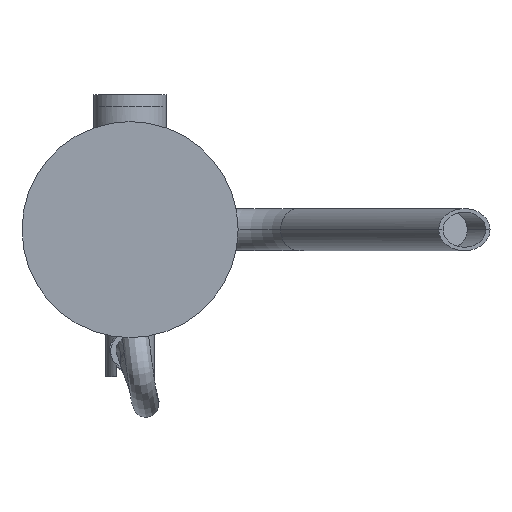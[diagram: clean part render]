
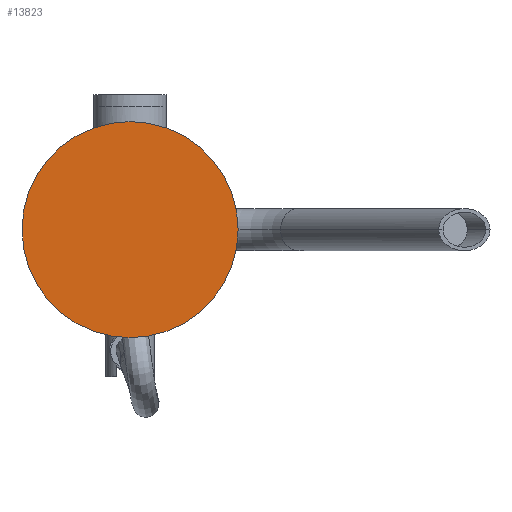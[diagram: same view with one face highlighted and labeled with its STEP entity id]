
A CAD part, front view. The second image highlights one B-rep face of the part: STEP entity #13823.
In plain terms, the highlighted planar face has unit normal (0, -1, 0).
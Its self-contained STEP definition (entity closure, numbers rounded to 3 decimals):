
#2394 = CIRCLE ( 'NONE', #12683, 61.5 ) ;
#2653 = EDGE_LOOP ( 'NONE', ( #15386, #11020 ) ) ;
#3976 = VERTEX_POINT ( 'NONE', #16978 ) ;
#4290 = DIRECTION ( 'NONE',  ( 0., 1., 0. ) ) ;
#4404 = DIRECTION ( 'NONE',  ( 0., 0., 1. ) ) ;
#6565 = CARTESIAN_POINT ( 'NONE',  ( 0., 0., -61.5 ) ) ;
#6696 = EDGE_CURVE ( 'NONE', #8126, #3976, #2394, .T. ) ;
#7057 = CARTESIAN_POINT ( 'NONE',  ( 0., 0., 0. ) ) ;
#8126 = VERTEX_POINT ( 'NONE', #6565 ) ;
#9290 = FACE_OUTER_BOUND ( 'NONE', #2653, .T. ) ;
#10235 = CARTESIAN_POINT ( 'NONE',  ( 0., 0., 0. ) ) ;
#10637 = DIRECTION ( 'NONE',  ( 0., 0., -1. ) ) ;
#11020 = ORIENTED_EDGE ( 'NONE', *, *, #6696, .F. ) ;
#11067 = AXIS2_PLACEMENT_3D ( 'NONE', #10235, #15667, #11457 ) ;
#11457 = DIRECTION ( 'NONE',  ( 0., 0., 1. ) ) ;
#11748 = AXIS2_PLACEMENT_3D ( 'NONE', #11890, #15953, #10637 ) ;
#11890 = CARTESIAN_POINT ( 'NONE',  ( 0., 0., 0. ) ) ;
#12683 = AXIS2_PLACEMENT_3D ( 'NONE', #7057, #4290, #4404 ) ;
#13823 = ADVANCED_FACE ( 'NONE', ( #9290 ), #16019, .T. ) ;
#14686 = EDGE_CURVE ( 'NONE', #3976, #8126, #15381, .T. ) ;
#15381 = CIRCLE ( 'NONE', #11067, 61.5 ) ;
#15386 = ORIENTED_EDGE ( 'NONE', *, *, #14686, .F. ) ;
#15667 = DIRECTION ( 'NONE',  ( 0., 1., 0. ) ) ;
#15953 = DIRECTION ( 'NONE',  ( 0., -1., 0. ) ) ;
#16019 = PLANE ( 'NONE',  #11748 ) ;
#16978 = CARTESIAN_POINT ( 'NONE',  ( 0., 0., 61.5 ) ) ;
